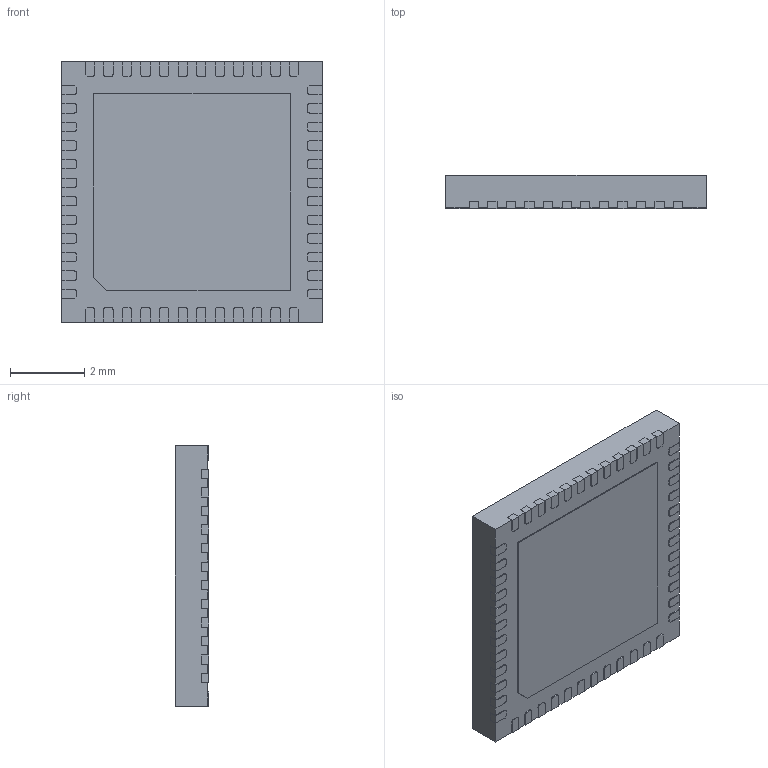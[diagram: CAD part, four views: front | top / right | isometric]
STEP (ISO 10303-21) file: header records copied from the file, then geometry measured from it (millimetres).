
FILE_DESCRIPTION (( 'STEP AP214' ), '1' );
FILE_NAME ('Êîðïóñ VQFN48L.STEP', '2026-02-26T06:29:23', ( '' ), ( '' ), 'SwSTEP 2.0', 'SolidWorks 2019', '' );
FILE_SCHEMA (( 'AUTOMOTIVE_DESIGN' ));
Length unit declared in the file: millimetre
Products named in the file (3): VQFN48L ïëàñòèê; VQFN48L ðàìêà; 扻豵鵨 VQFN48L
Assembly tree (2 placements, depth 2):
  扻豵鵨 VQFN48L
    VQFN48L ïëàñòèê
    VQFN48L ðàìêà
Bounding box: 7 x 0.9 x 7 mm (x, y, z)
Volume: 43.8 mm3; surface area: 214.4 mm2
Topology: 50 solids, 50 shells, 694 faces, 1776 edges, 1184 vertices
Faces by surface type: plane 516, cylinder 178
Entity records: 21458 total; most frequent: CARTESIAN_POINT 3659, ORIENTED_EDGE 3552, DIRECTION 3530, EDGE_CURVE 1776, LINE 1420, VECTOR 1420, VERTEX_POINT 1184, AXIS2_PLACEMENT_3D 1055
